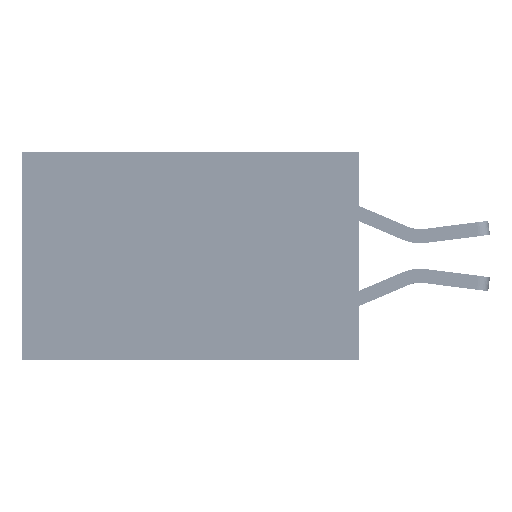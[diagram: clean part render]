
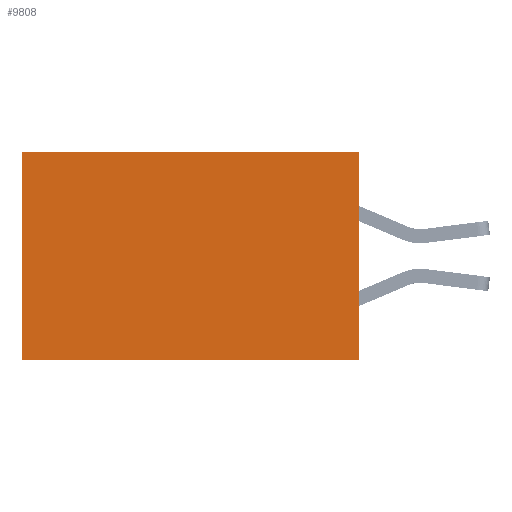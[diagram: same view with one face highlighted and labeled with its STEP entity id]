
A CAD part, left-side view. The second image highlights one B-rep face of the part: STEP entity #9808.
In plain terms, the highlighted planar face has unit normal (-1, 0, 0).
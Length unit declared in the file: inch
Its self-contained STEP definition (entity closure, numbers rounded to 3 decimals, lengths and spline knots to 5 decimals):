
#4434 = VERTEX_POINT ( 'NONE', #9994 ) ;
#5485 = CARTESIAN_POINT ( 'NONE',  ( 0.2875, 0., 0. ) ) ;
#6845 = EDGE_CURVE ( 'NONE', #12718, #28222, #20743, .T. ) ;
#8127 = VERTEX_POINT ( 'NONE', #28960 ) ;
#8979 = EDGE_CURVE ( 'NONE', #12718, #8127, #27882, .T. ) ;
#9324 = ORIENTED_EDGE ( 'NONE', *, *, #8979, .F. ) ;
#9808 = ADVANCED_FACE ( 'NONE', ( #10989 ), #35344, .F. ) ;
#9994 = CARTESIAN_POINT ( 'NONE',  ( 0.2875, 0.6, -0.37 ) ) ;
#10603 = ORIENTED_EDGE ( 'NONE', *, *, #35895, .T. ) ;
#10989 = FACE_OUTER_BOUND ( 'NONE', #12694, .T. ) ;
#11079 = DIRECTION ( 'NONE',  ( 1., 0., 0. ) ) ;
#11698 = CARTESIAN_POINT ( 'NONE',  ( 0.2875, 0.6, 0. ) ) ;
#11781 = ORIENTED_EDGE ( 'NONE', *, *, #22495, .F. ) ;
#12694 = EDGE_LOOP ( 'NONE', ( #10603, #11781, #9324, #18488 ) ) ;
#12718 = VERTEX_POINT ( 'NONE', #22628 ) ;
#12748 = CARTESIAN_POINT ( 'NONE',  ( 0.2875, 0.6, 0. ) ) ;
#14359 = DIRECTION ( 'NONE',  ( 0., 0., -1. ) ) ;
#18488 = ORIENTED_EDGE ( 'NONE', *, *, #6845, .T. ) ;
#19170 = CARTESIAN_POINT ( 'NONE',  ( 0.2875, 0., -0.37 ) ) ;
#20743 = LINE ( 'NONE', #27860, #27081 ) ;
#21369 = LINE ( 'NONE', #12748, #35882 ) ;
#22495 = EDGE_CURVE ( 'NONE', #8127, #4434, #23020, .T. ) ;
#22628 = CARTESIAN_POINT ( 'NONE',  ( 0.2875, 0., 0. ) ) ;
#23020 = LINE ( 'NONE', #19170, #33013 ) ;
#25546 = AXIS2_PLACEMENT_3D ( 'NONE', #26412, #11079, #32282 ) ;
#26412 = CARTESIAN_POINT ( 'NONE',  ( 0.2875, 0., 0. ) ) ;
#26497 = VECTOR ( 'NONE', #14359, 39.37008 ) ;
#27081 = VECTOR ( 'NONE', #31758, 39.37008 ) ;
#27860 = CARTESIAN_POINT ( 'NONE',  ( 0.2875, 0., 0. ) ) ;
#27882 = LINE ( 'NONE', #5485, #26497 ) ;
#28222 = VERTEX_POINT ( 'NONE', #11698 ) ;
#28960 = CARTESIAN_POINT ( 'NONE',  ( 0.2875, 0., -0.37 ) ) ;
#31758 = DIRECTION ( 'NONE',  ( 0., 1., 0. ) ) ;
#32282 = DIRECTION ( 'NONE',  ( 0., 0., -1. ) ) ;
#33013 = VECTOR ( 'NONE', #34137, 39.37008 ) ;
#33061 = DIRECTION ( 'NONE',  ( 0., 0., -1. ) ) ;
#34137 = DIRECTION ( 'NONE',  ( 0., 1., 0. ) ) ;
#35344 = PLANE ( 'NONE',  #25546 ) ;
#35882 = VECTOR ( 'NONE', #33061, 39.37008 ) ;
#35895 = EDGE_CURVE ( 'NONE', #28222, #4434, #21369, .T. ) ;
